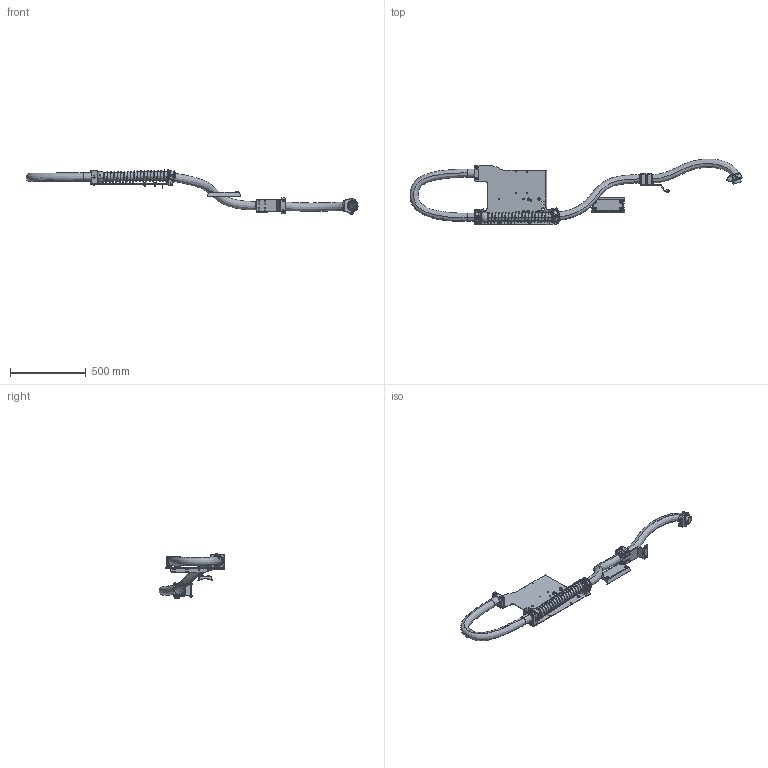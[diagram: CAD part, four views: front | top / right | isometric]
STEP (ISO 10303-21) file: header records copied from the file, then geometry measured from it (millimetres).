
FILE_DESCRIPTION (( 'STEP AP214' ), '1' );
FILE_NAME ('P2454-2.STEP', '2022-03-22T12:08:00', ( '' ), ( '' ), 'SwSTEP 2.0', 'SolidWorks 2019', '' );
FILE_SCHEMA (( 'AUTOMOTIVE_DESIGN' ));
Length unit declared in the file: millimetre
Products named in the file (1): P2454-2
Bounding box: 2185.54 x 434.13 x 291.75 mm (x, y, z)
Volume: 3090780.3 mm3; surface area: 1775073.9 mm2
Topology: 51 solids, 51 shells, 3719 faces, 9679 edges, 6139 vertices
Faces by surface type: plane 1316, cylinder 1248, bspline 781, torus 168, cone 146, sphere 60
Entity records: 271715 total; most frequent: CARTESIAN_POINT 144158, ORIENTED_EDGE 19118, DIRECTION 16230, EDGE_CURVE 9559, VERTEX_POINT 6123, AXIS2_PLACEMENT_3D 5889, VECTOR 4452, LINE 4452
